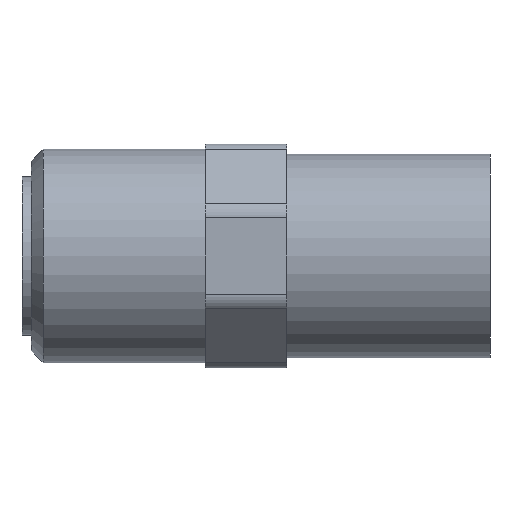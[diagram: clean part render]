
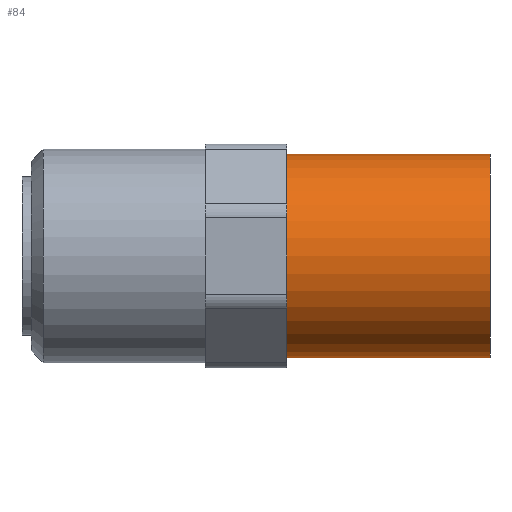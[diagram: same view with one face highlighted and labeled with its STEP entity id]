
A CAD part, front view. The second image highlights one B-rep face of the part: STEP entity #84.
In plain terms, the highlighted cylindrical face has radius 10 mm (diameter 20 mm), a full revolution.
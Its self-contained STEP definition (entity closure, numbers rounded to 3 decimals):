
#84 = ADVANCED_FACE( '', ( #127, #128 ), #129, .T. );
#127 = FACE_OUTER_BOUND( '', #189, .T. );
#128 = FACE_OUTER_BOUND( '', #190, .T. );
#129 = CYLINDRICAL_SURFACE( '', #191, 10. );
#189 = EDGE_LOOP( '', ( #290 ) );
#190 = EDGE_LOOP( '', ( #291 ) );
#191 = AXIS2_PLACEMENT_3D( '', #292, #293, #294 );
#290 = ORIENTED_EDGE( '', *, *, #446, .F. );
#291 = ORIENTED_EDGE( '', *, *, #447, .T. );
#292 = CARTESIAN_POINT( '', ( 0., 0., 0. ) );
#293 = DIRECTION( '', ( -1., 0., 0. ) );
#294 = DIRECTION( '', ( 0., 1., 0. ) );
#446 = EDGE_CURVE( '', #529, #529, #530, .T. );
#447 = EDGE_CURVE( '', #531, #531, #532, .T. );
#529 = VERTEX_POINT( '', #639 );
#530 = CIRCLE( '', #640, 10. );
#531 = VERTEX_POINT( '', #641 );
#532 = CIRCLE( '', #642, 10. );
#639 = CARTESIAN_POINT( '', ( 0., 10., 0. ) );
#640 = AXIS2_PLACEMENT_3D( '', #763, #764, #765 );
#641 = CARTESIAN_POINT( '', ( -20., 10., 0. ) );
#642 = AXIS2_PLACEMENT_3D( '', #766, #767, #768 );
#763 = CARTESIAN_POINT( '', ( 0., 0., 0. ) );
#764 = DIRECTION( '', ( 1., 0., 0. ) );
#765 = DIRECTION( '', ( 0., 1., 0. ) );
#766 = CARTESIAN_POINT( '', ( -20., 0., 0. ) );
#767 = DIRECTION( '', ( 1., 0., 0. ) );
#768 = DIRECTION( '', ( 0., 1., 0. ) );
